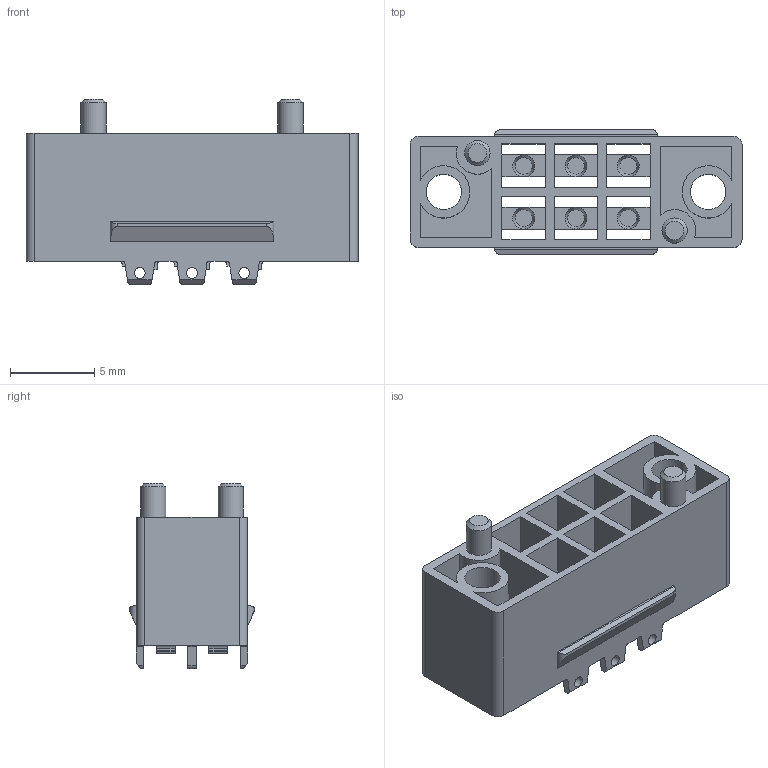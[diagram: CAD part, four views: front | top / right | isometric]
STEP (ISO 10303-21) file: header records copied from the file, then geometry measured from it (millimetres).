
FILE_DESCRIPTION(/* description */ (''),/* implementation_level */ '2;1');
FILE_NAME(/* name */ 'Braille Lower.step',/* time_stamp */ '2025-02-18T09:53:19-05:00',/* author */ (''),/* organization */ (''),/* preprocessor_version */ 'ST-DEVELOPER v20',/* originating_system */ 'Autodesk Translation Framework v13.14.0.145',/* authorisation */ '');
FILE_SCHEMA (('AUTOMOTIVE_DESIGN { 1 0 10303 214 3 1 1 }'));
Length unit declared in the file: millimetre
Products named in the file (1): Braille Lower
Bounding box: 19.7 x 7.4 x 10.99 mm (x, y, z)
Volume: 512.2 mm3; surface area: 1603.7 mm2
Topology: 1 solids, 1 shells, 338 faces, 970 edges, 624 vertices
Faces by surface type: plane 204, cylinder 104, bspline 22, cone 8
Full cylindrical faces by diameter (mm): 0.65 x9, 1 x6, 1.5 x2, 2.1 x2
Entity records: 11314 total; most frequent: CARTESIAN_POINT 2307, ORIENTED_EDGE 1940, DIRECTION 1792, EDGE_CURVE 970, LINE 694, VECTOR 694, VERTEX_POINT 624, AXIS2_PLACEMENT_3D 549
